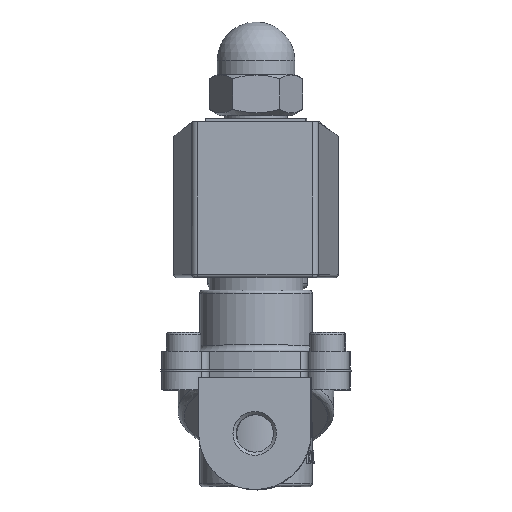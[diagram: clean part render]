
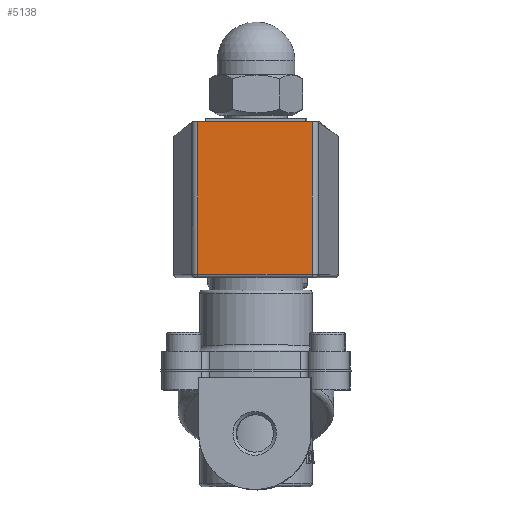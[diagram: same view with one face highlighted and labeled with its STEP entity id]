
A CAD part, top view. The second image highlights one B-rep face of the part: STEP entity #5138.
In plain terms, the highlighted face is planar.
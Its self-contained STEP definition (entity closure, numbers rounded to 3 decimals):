
#245=PLANE('',#5730);
#531=FACE_OUTER_BOUND('',#845,.T.);
#845=EDGE_LOOP('',(#4257,#4258,#4259,#4260));
#1348=LINE('',#8781,#1661);
#1389=LINE('',#9326,#1702);
#1394=LINE('',#9339,#1707);
#1458=LINE('',#9802,#1771);
#1661=VECTOR('',#6515,10.);
#1702=VECTOR('',#6728,10.);
#1707=VECTOR('',#6741,10.);
#1771=VECTOR('',#7035,10.);
#2169=VERTEX_POINT('',#8775);
#2170=VERTEX_POINT('',#8779);
#2226=VERTEX_POINT('',#9324);
#2230=VERTEX_POINT('',#9338);
#2744=EDGE_CURVE('',#2170,#2169,#1348,.T.);
#2851=EDGE_CURVE('',#2226,#2170,#1389,.T.);
#2857=EDGE_CURVE('',#2169,#2230,#1394,.T.);
#2994=EDGE_CURVE('',#2230,#2226,#1458,.T.);
#4257=ORIENTED_EDGE('',*,*,#2744,.F.);
#4258=ORIENTED_EDGE('',*,*,#2851,.F.);
#4259=ORIENTED_EDGE('',*,*,#2994,.F.);
#4260=ORIENTED_EDGE('',*,*,#2857,.F.);
#5138=ADVANCED_FACE('',(#531),#245,.T.);
#5730=AXIS2_PLACEMENT_3D('',#9801,#7033,#7034);
#6515=DIRECTION('',(-1.,0.,0.));
#6728=DIRECTION('',(0.,-1.,0.));
#6741=DIRECTION('',(0.,1.,0.));
#7033=DIRECTION('center_axis',(0.,0.,1.));
#7034=DIRECTION('ref_axis',(1.,0.,0.));
#7035=DIRECTION('',(1.,0.,0.));
#8775=CARTESIAN_POINT('',(-9.166,25.5,37.75));
#8779=CARTESIAN_POINT('',(9.166,25.5,37.75));
#8781=CARTESIAN_POINT('',(-5.,25.5,37.75));
#9324=CARTESIAN_POINT('',(9.166,50.,37.75));
#9326=CARTESIAN_POINT('',(9.166,25.,37.75));
#9338=CARTESIAN_POINT('',(-9.166,50.,37.75));
#9339=CARTESIAN_POINT('',(-9.166,25.,37.75));
#9801=CARTESIAN_POINT('Origin',(-10.,25.,37.75));
#9802=CARTESIAN_POINT('',(-10.,50.,37.75));
